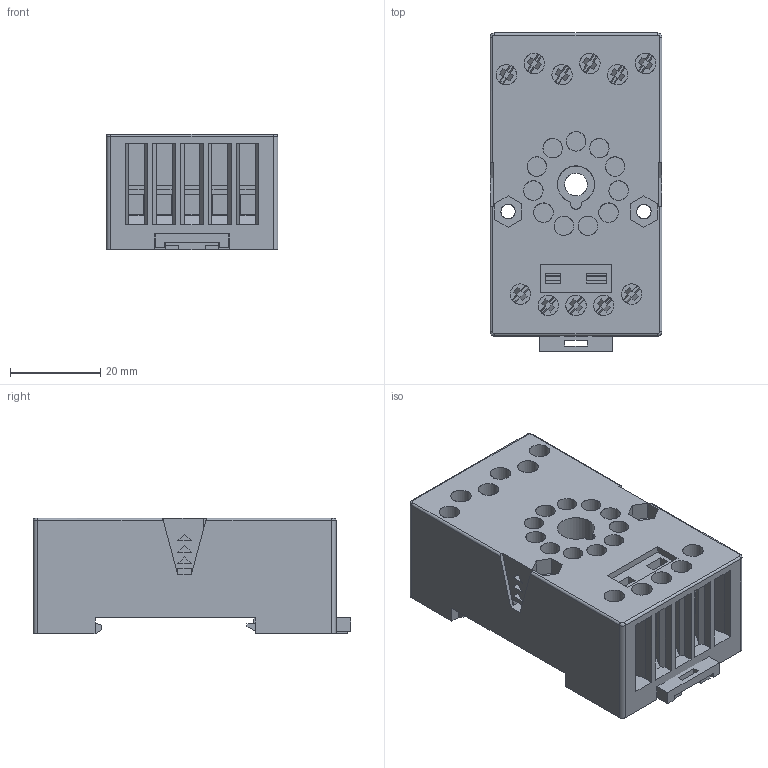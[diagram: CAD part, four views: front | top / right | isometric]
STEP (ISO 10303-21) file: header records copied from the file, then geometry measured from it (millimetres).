
FILE_DESCRIPTION(('STEP AP214'),'2;1');
FILE_NAME('90.21---catalogo.stp','2010-12-03T15:56:00',(''),(''),'2007.1.106','THINKDESIGN','');
FILE_SCHEMA(('AUTOMOTIVE_DESIGN'));
Length unit declared in the file: millimetre
Products named in the file (1): None
Bounding box: 38 x 70.3 x 25.5 mm (x, y, z)
Surface area: 22584.9 mm2 (no closed solid volume)
Topology: 0 solids, 0 shells, 707 faces, 3715 edges, 3715 vertices
Faces by surface type: plane 617, cylinder 63, bspline 27
Full cylindrical faces by diameter (mm): 2.2 x11, 3.2 x2, 4.3 x11, 4.5 x11, 5 x1
Entity records: 38199 total; most frequent: CARTESIAN_POINT 10239, DIRECTION 4906, COMPOSITE_CURVE_SEGMENT 3715, TRIMMED_CURVE 3352, VECTOR 3158, LINE 3158, AXIS2_PLACEMENT_3D 874, OUTER_BOUNDARY_CURVE 707
